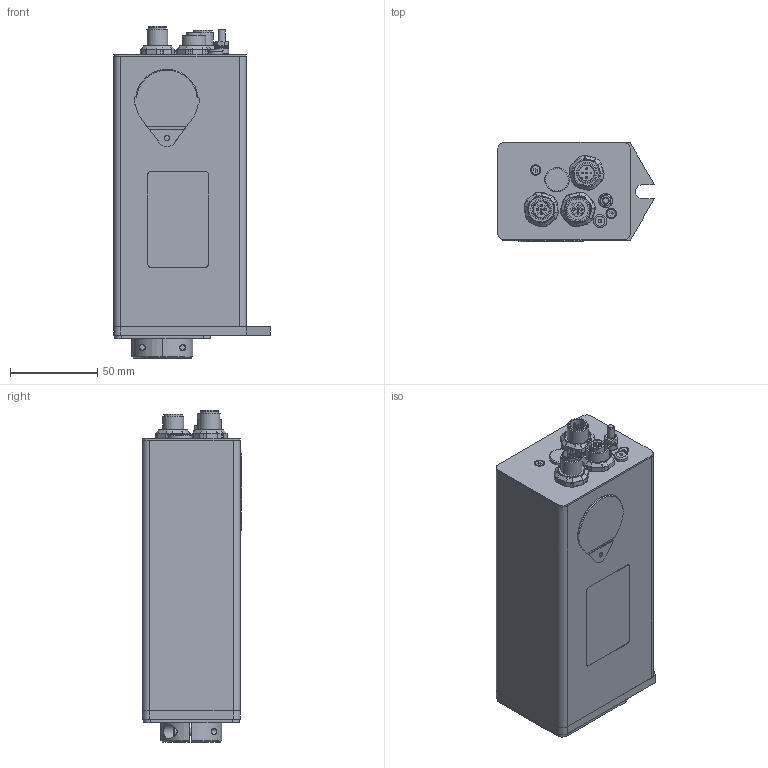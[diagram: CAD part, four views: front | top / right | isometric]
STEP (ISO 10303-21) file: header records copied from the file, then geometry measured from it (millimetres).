
FILE_DESCRIPTION(/* description */ ('Grundgestell PSE3325-14'),/* implementation_level */ '2;1');
FILE_NAME(/* name */ 'PSE3310-3325-14.stp',/* time_stamp */ '2016-05-13T09:33:50+02:00',/* author */ ('nwolf'),/* organization */ (''),/* preprocessor_version */ 'ST-DEVELOPER v15.6',/* originating_system */ 'Autodesk Inventor 2015',/* authorisation */ '');
FILE_SCHEMA (('AUTOMOTIVE_DESIGN { 1 0 10303 214 3 1 1 }'));
Length unit declared in the file: millimetre
Products named in the file (41): 1020.006593M; DIN 625 SKF - SKF 61805; 2210.000739M; 9010.020194M; DIN 912 - M3 x 0,5 x 10 x 8,75; 1200.007403M; DIN 471 - 25x1,2; 1290.001994MA; DIN 912 - M4 x 0,7 x 16 x 14,25; 1010.003683M; 3090.000794M; 1450.001514M; DIN 915 - M3 x 5; ENG-000683; ENG-000682; ENG-000294; ENG-000623; ENG-000280; ENG-000685; ENG-000686; 3030.003639M; ENG-000687; ENG-000688; 3030.004019M; 2100.000199M; 2630.000019M; 1020.006603M; ENG-000690; ENG-000691; 3030.004029M; DIN 7984 - M3 x 16; 3090.000789M; 1120.000234MA; ENG-003274; 2100.000599M; ENG-002497; ENG-003275; 7000.000654MB; 7000.002754M; 7005.001814M ...
Assembly tree (51 placements, depth 4):
  7300.012413M
    9010.020194M
      1020.006593M
      DIN 625 SKF - SKF 61805
      2210.000739M
    DIN 912 - M3 x 0,5 x 10 x 8,75  x4
    1200.007403M
    DIN 471 - 25x1,2
    1290.001994MA
    DIN 912 - M4 x 0,7 x 16 x 14,25  x2
    1010.003683M
    3090.000794M
    1450.001514M
    DIN 915 - M3 x 5  x2
    ENG-003275
      3030.003639M
        ENG-000683
        ENG-000682
        ENG-000294
        ENG-000623
        ENG-000280
        ENG-000685
        ENG-000686
      3030.004019M
        ENG-000687
        ENG-000688
      DIN 912 - M4 x 0,7 x 16 x 14,25
      2100.000199M
      2630.000019M  x2
      1020.006603M
      3030.004029M
        ENG-000690
        ENG-000691
      DIN 7984 - M3 x 16  x2
      3090.000789M
      1120.000234MA  x3
      ENG-003274
      2100.000599M
      ENG-002497
    ENG-003274
    7000.000654MB
    7000.002754M
    7005.001814M
Bounding box: 89.86 x 57.2 x 190.3 mm (x, y, z)
Volume: 113940.6 mm3; surface area: 146604.5 mm2
Topology: 55 solids, 55 shells, 2083 faces, 5144 edges, 3331 vertices
Faces by surface type: plane 1218, cylinder 428, bspline 174, cone 100, torus 91, sphere 72
Full cylindrical faces by diameter (mm): 0.75 x5, 1 x25, 1.5 x17, 1.6 x10, 2 x7, 2.459 x1, 3 x12, 3.242 x2, 3.459 x3, 4 x9, 4.3 x1, 4.5 x2, 5.4 x1, 5.5 x6, 6 x6, 6.785 x1, 7 x3, 7.5 x1, 7.7 x1, 8 x8, 8.2 x1, 9 x1, 9.2 x1, 10 x1, 10.2 x1, 10.5 x1, 11 x4, 12 x6, 13 x2, 13.5 x1
Entity records: 55175 total; most frequent: CARTESIAN_POINT 13506, ORIENTED_EDGE 8170, DIRECTION 8123, EDGE_CURVE 4085, AXIS2_PLACEMENT_3D 2839, VERTEX_POINT 2816, LINE 2445, VECTOR 2445
